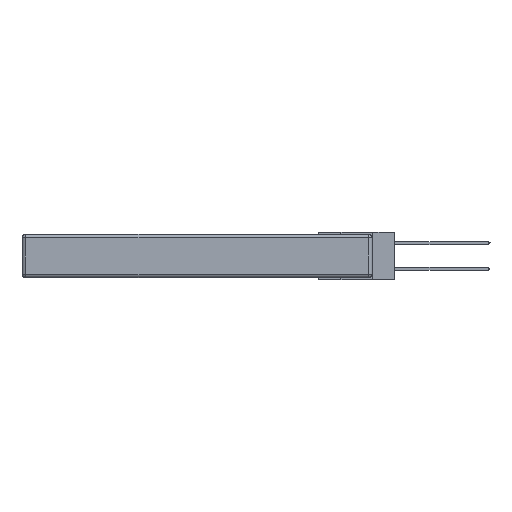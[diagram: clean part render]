
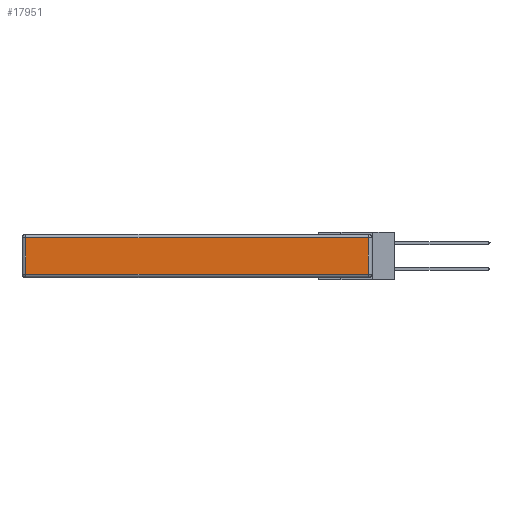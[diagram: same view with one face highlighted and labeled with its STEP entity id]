
A CAD part, left-side view. The second image highlights one B-rep face of the part: STEP entity #17951.
In plain terms, the highlighted planar face has unit normal (-1, 0, 0).
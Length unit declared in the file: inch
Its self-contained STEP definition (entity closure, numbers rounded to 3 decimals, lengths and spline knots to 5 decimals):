
#1891 = CARTESIAN_POINT ( 'NONE',  ( 0., 0.03, -0.03 ) ) ;
#2150 = VERTEX_POINT ( 'NONE', #12864 ) ;
#2495 = VERTEX_POINT ( 'NONE', #3193 ) ;
#2660 = EDGE_CURVE ( 'NONE', #6557, #29644, #12626, .T. ) ;
#3193 = CARTESIAN_POINT ( 'NONE',  ( 0., 0.03, -0.313 ) ) ;
#4261 = FACE_OUTER_BOUND ( 'NONE', #16277, .T. ) ;
#5269 = VECTOR ( 'NONE', #18955, 39.37008 ) ;
#6557 = VERTEX_POINT ( 'NONE', #1891 ) ;
#10023 = ORIENTED_EDGE ( 'NONE', *, *, #2660, .T. ) ;
#11552 = CARTESIAN_POINT ( 'NONE',  ( 0., 2.72, -0.343 ) ) ;
#11958 = LINE ( 'NONE', #11552, #34647 ) ;
#12137 = DIRECTION ( 'NONE',  ( 0., 0., -1. ) ) ;
#12287 = ORIENTED_EDGE ( 'NONE', *, *, #17710, .T. ) ;
#12626 = LINE ( 'NONE', #24089, #15280 ) ;
#12864 = CARTESIAN_POINT ( 'NONE',  ( 0., 2.72, -0.313 ) ) ;
#15280 = VECTOR ( 'NONE', #29428, 39.37008 ) ;
#15307 = LINE ( 'NONE', #30256, #5269 ) ;
#15327 = DIRECTION ( 'NONE',  ( -1., 0., 0. ) ) ;
#16277 = EDGE_LOOP ( 'NONE', ( #22692, #12287, #10023, #26611 ) ) ;
#17710 = EDGE_CURVE ( 'NONE', #2495, #6557, #15307, .T. ) ;
#17951 = ADVANCED_FACE ( 'NONE', ( #4261 ), #32038, .T. ) ;
#18024 = DIRECTION ( 'NONE',  ( 0., 0., 1. ) ) ;
#18955 = DIRECTION ( 'NONE',  ( 0., 0., 1. ) ) ;
#19097 = CARTESIAN_POINT ( 'NONE',  ( 0., 0., -0.313 ) ) ;
#22305 = AXIS2_PLACEMENT_3D ( 'NONE', #34693, #15327, #18024 ) ;
#22692 = ORIENTED_EDGE ( 'NONE', *, *, #34174, .T. ) ;
#24089 = CARTESIAN_POINT ( 'NONE',  ( 0., 2.75, -0.03 ) ) ;
#26611 = ORIENTED_EDGE ( 'NONE', *, *, #26667, .T. ) ;
#26667 = EDGE_CURVE ( 'NONE', #29644, #2150, #11958, .T. ) ;
#29428 = DIRECTION ( 'NONE',  ( 0., 1., 0. ) ) ;
#29644 = VERTEX_POINT ( 'NONE', #35889 ) ;
#30256 = CARTESIAN_POINT ( 'NONE',  ( 0., 0.03, -0.343 ) ) ;
#32038 = PLANE ( 'NONE',  #22305 ) ;
#34174 = EDGE_CURVE ( 'NONE', #2150, #2495, #36046, .T. ) ;
#34647 = VECTOR ( 'NONE', #12137, 39.37008 ) ;
#34693 = CARTESIAN_POINT ( 'NONE',  ( 0., 0., -0.343 ) ) ;
#34725 = VECTOR ( 'NONE', #35612, 39.37008 ) ;
#35612 = DIRECTION ( 'NONE',  ( 0., -1., 0. ) ) ;
#35889 = CARTESIAN_POINT ( 'NONE',  ( 0., 2.72, -0.03 ) ) ;
#36046 = LINE ( 'NONE', #19097, #34725 ) ;
